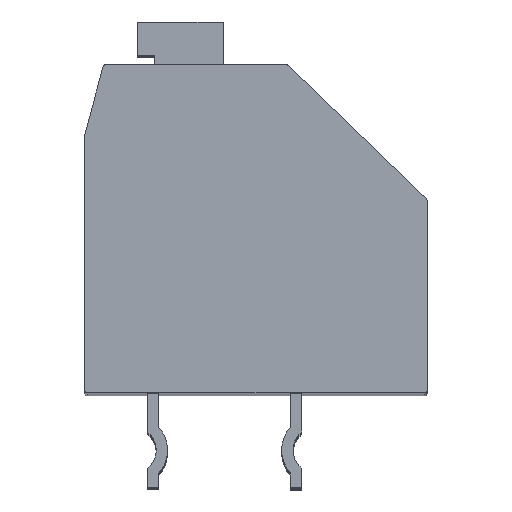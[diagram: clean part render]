
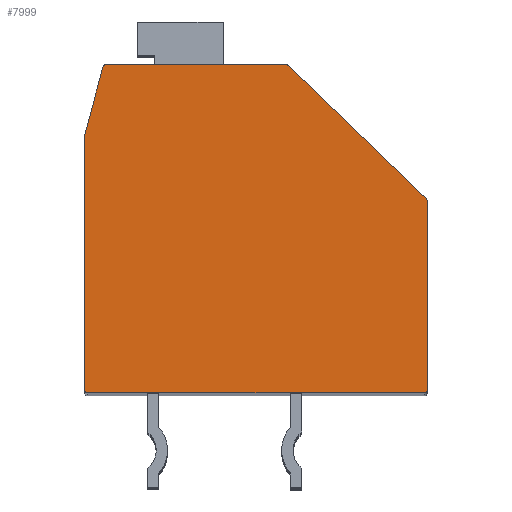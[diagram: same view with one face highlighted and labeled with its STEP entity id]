
A CAD part, top view. The second image highlights one B-rep face of the part: STEP entity #7999.
In plain terms, the highlighted planar face has unit normal (0, 0, 1).
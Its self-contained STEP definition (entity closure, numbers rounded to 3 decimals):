
#455=CARTESIAN_POINT('',(5.9,0.978,2.75));
#456=DIRECTION('',(0.,0.,1.));
#457=DIRECTION('',(1.,0.,0.));
#458=AXIS2_PLACEMENT_3D('',#455,#456,#457);
#460=DIRECTION('',(0.,1.,0.));
#461=VECTOR('',#460,6.628);
#462=CARTESIAN_POINT('',(6.,-5.65,2.75));
#463=LINE('',#462,#461);
#464=CARTESIAN_POINT('',(5.9,-5.65,2.75));
#465=DIRECTION('',(0.,0.,1.));
#466=DIRECTION('',(0.,-1.,0.));
#467=AXIS2_PLACEMENT_3D('',#464,#465,#466);
#469=DIRECTION('',(1.,0.,0.));
#470=VECTOR('',#469,11.8);
#471=CARTESIAN_POINT('',(-5.9,-5.75,2.75));
#472=LINE('',#471,#470);
#473=CARTESIAN_POINT('',(-5.9,-5.65,2.75));
#474=DIRECTION('',(0.,0.,1.));
#475=DIRECTION('',(-1.,0.,0.));
#476=AXIS2_PLACEMENT_3D('',#473,#474,#475);
#478=DIRECTION('',(0.,-1.,0.));
#479=VECTOR('',#478,8.937);
#480=CARTESIAN_POINT('',(-6.,3.287,2.75));
#481=LINE('',#480,#479);
#482=CARTESIAN_POINT('',(-5.9,3.287,2.75));
#483=DIRECTION('',(0.,0.,-1.));
#484=DIRECTION('',(-1.,0.,0.));
#485=AXIS2_PLACEMENT_3D('',#482,#483,#484);
#487=DIRECTION('',(-0.26,-0.966,0.));
#488=VECTOR('',#487,2.447);
#489=CARTESIAN_POINT('',(-5.36,5.676,2.75));
#490=LINE('',#489,#488);
#491=CARTESIAN_POINT('',(-5.263,5.65,2.75));
#492=DIRECTION('',(0.,0.,1.));
#493=DIRECTION('',(0.,1.,0.));
#494=AXIS2_PLACEMENT_3D('',#491,#492,#493);
#496=DIRECTION('',(-1.,0.,0.));
#497=VECTOR('',#496,6.323);
#498=CARTESIAN_POINT('',(1.06,5.75,2.75));
#499=LINE('',#498,#497);
#500=CARTESIAN_POINT('',(1.06,5.65,2.75));
#501=DIRECTION('',(0.,0.,1.));
#502=DIRECTION('',(0.695,0.719,0.));
#503=AXIS2_PLACEMENT_3D('',#500,#501,#502);
#505=DIRECTION('',(-0.719,0.695,0.));
#506=VECTOR('',#505,6.728);
#507=CARTESIAN_POINT('',(5.969,1.049,2.75));
#508=LINE('',#507,#506);
#5884=CARTESIAN_POINT('',(6.,0.978,2.75));
#5885=VERTEX_POINT('',#5884);
#5886=CARTESIAN_POINT('',(5.969,1.049,2.75));
#5887=VERTEX_POINT('',#5886);
#5892=CARTESIAN_POINT('',(5.9,-5.75,2.75));
#5893=VERTEX_POINT('',#5892);
#5894=CARTESIAN_POINT('',(6.,-5.65,2.75));
#5895=VERTEX_POINT('',#5894);
#5900=CARTESIAN_POINT('',(1.129,5.722,2.75));
#5901=CARTESIAN_POINT('',(1.06,5.75,2.75));
#5902=VERTEX_POINT('',#5900);
#5903=VERTEX_POINT('',#5901);
#5904=CARTESIAN_POINT('',(-5.263,5.75,2.75));
#5905=CARTESIAN_POINT('',(-5.36,5.676,2.75));
#5906=VERTEX_POINT('',#5904);
#5907=VERTEX_POINT('',#5905);
#5912=CARTESIAN_POINT('',(-6.,3.287,2.75));
#5914=VERTEX_POINT('',#5912);
#5918=CARTESIAN_POINT('',(-5.997,3.313,2.75));
#5919=VERTEX_POINT('',#5918);
#5924=CARTESIAN_POINT('',(-6.,-5.65,2.75));
#5925=VERTEX_POINT('',#5924);
#5926=CARTESIAN_POINT('',(-5.9,-5.75,2.75));
#5927=VERTEX_POINT('',#5926);
#7977=CARTESIAN_POINT('',(0.,0.,2.75));
#7978=DIRECTION('',(0.,0.,1.));
#7979=DIRECTION('',(1.,0.,0.));
#7980=AXIS2_PLACEMENT_3D('',#7977,#7978,#7979);
#7981=PLANE('',#7980);
#7982=ORIENTED_EDGE('',*,*,#7628,.F.);
#7983=ORIENTED_EDGE('',*,*,#7644,.F.);
#7984=ORIENTED_EDGE('',*,*,#7657,.F.);
#7985=ORIENTED_EDGE('',*,*,#7672,.F.);
#7986=ORIENTED_EDGE('',*,*,#7915,.F.);
#7987=ORIENTED_EDGE('',*,*,#7928,.F.);
#7988=ORIENTED_EDGE('',*,*,#7944,.T.);
#7989=ORIENTED_EDGE('',*,*,#7956,.F.);
#7990=ORIENTED_EDGE('',*,*,#7968,.F.);
#7992=ORIENTED_EDGE('',*,*,#7991,.F.);
#7994=ORIENTED_EDGE('',*,*,#7993,.F.);
#7996=ORIENTED_EDGE('',*,*,#7995,.F.);
#7997=EDGE_LOOP('',(#7982,#7983,#7984,#7985,#7986,#7987,#7988,#7989,#7990,#7992,
#7994,#7996));
#7998=FACE_OUTER_BOUND('',#7997,.F.);
#7999=ADVANCED_FACE('',(#7998),#7981,.T.);
#459=CIRCLE('',#458,0.1);
#468=CIRCLE('',#467,0.1);
#477=CIRCLE('',#476,0.1);
#486=CIRCLE('',#485,0.1);
#495=CIRCLE('',#494,0.1);
#504=CIRCLE('',#503,0.1);
#7628=EDGE_CURVE('',#5885,#5887,#459,.T.);
#7644=EDGE_CURVE('',#5895,#5885,#463,.T.);
#7657=EDGE_CURVE('',#5893,#5895,#468,.T.);
#7672=EDGE_CURVE('',#5927,#5893,#472,.T.);
#7915=EDGE_CURVE('',#5925,#5927,#477,.T.);
#7928=EDGE_CURVE('',#5914,#5925,#481,.T.);
#7944=EDGE_CURVE('',#5914,#5919,#486,.T.);
#7956=EDGE_CURVE('',#5907,#5919,#490,.T.);
#7968=EDGE_CURVE('',#5906,#5907,#495,.T.);
#7991=EDGE_CURVE('',#5903,#5906,#499,.T.);
#7993=EDGE_CURVE('',#5902,#5903,#504,.T.);
#7995=EDGE_CURVE('',#5887,#5902,#508,.T.);
